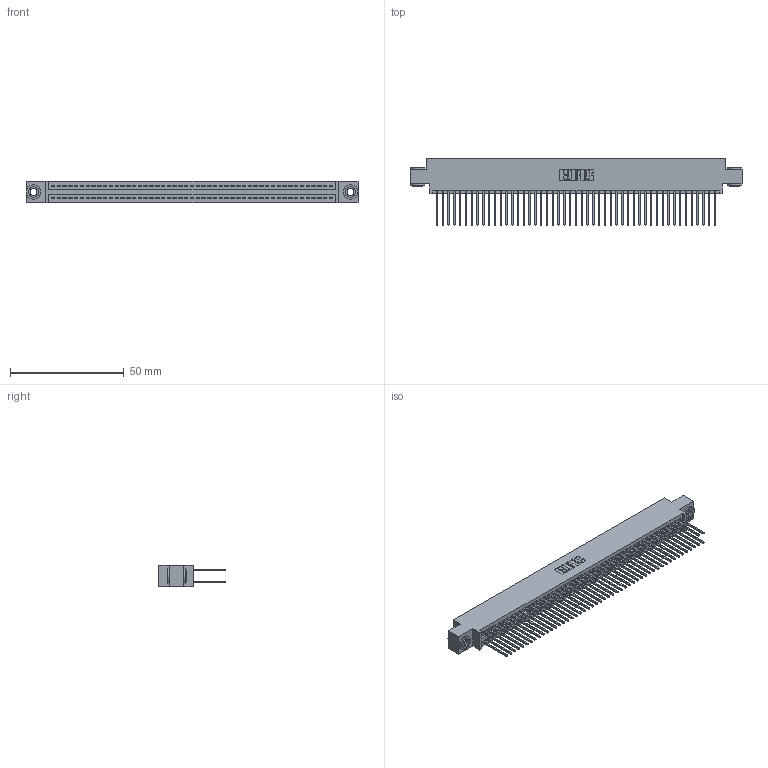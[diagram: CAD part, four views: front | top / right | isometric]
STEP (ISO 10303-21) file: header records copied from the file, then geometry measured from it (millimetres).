
FILE_DESCRIPTION (( 'STEP AP203' ), '1' );
FILE_NAME ('395-098-540-803.STEP', '2019-10-26T03:32:40', ( '' ), ( '' ), 'SwSTEP 2.0', 'SolidWorks 2016', '' );
FILE_SCHEMA (( 'CONFIG_CONTROL_DESIGN' ));
Length unit declared in the file: inch
Products named in the file (4): 345-250-002_345-250-002-102; 395-098-540-803; 345 Part_0.170 Offset - 0.156 Dia-TH; 345-292-001_345-293-140
Assembly tree (101 placements, depth 2):
  395-098-540-803
    345 Part_0.170 Offset - 0.156 Dia-TH
    345-292-001_345-293-140  x98
    345-250-002_345-250-002-102  x2
Bounding box: 145.67 x 29.13 x 9.4 mm (x, y, z)
Volume: 14492.9 mm3; surface area: 23630.6 mm2
Topology: 101 solids, 101 shells, 5068 faces, 15031 edges, 9886 vertices
Faces by surface type: plane 3328, cylinder 1732, cone 8
Entity records: 38304 total; most frequent: CARTESIAN_POINT 6391, ORIENTED_EDGE 6318, DIRECTION 5657, EDGE_CURVE 3159, VECTOR 2807, LINE 2807, VERTEX_POINT 2102, AXIS2_PLACEMENT_3D 1425
